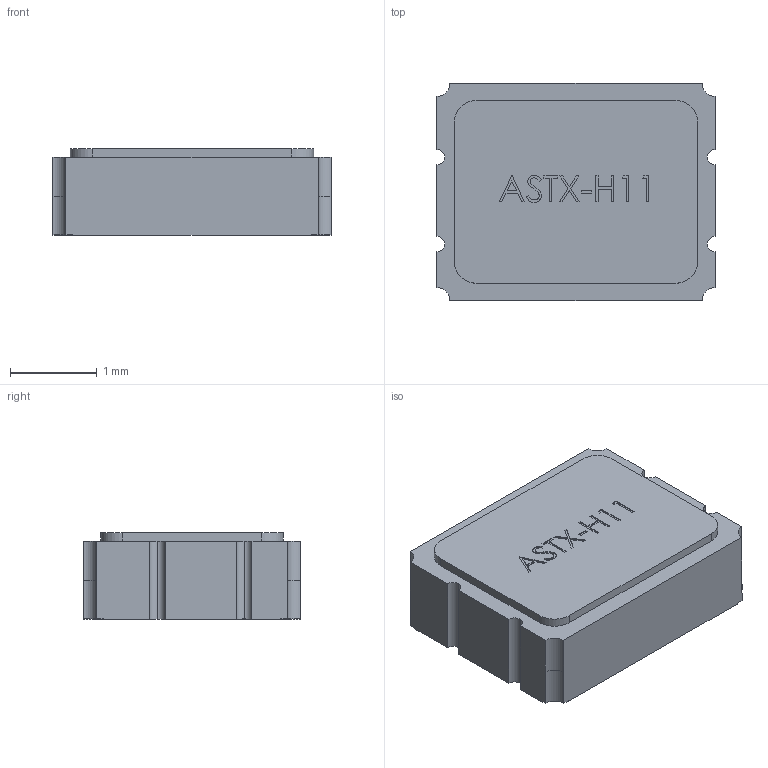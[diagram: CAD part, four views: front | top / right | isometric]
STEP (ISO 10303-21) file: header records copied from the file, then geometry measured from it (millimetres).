
FILE_DESCRIPTION (( 'STEP AP214' ), '1' );
FILE_NAME ('ASTX-H11.STEP', '2015-02-12T07:35:30', ( 'sathurthi' ), ( '' ), 'SwSTEP 2.0', 'SolidWorks 2012', '' );
FILE_SCHEMA (( 'AUTOMOTIVE_DESIGN' ));
Length unit declared in the file: millimetre
Products named in the file (1): ASTX-H11
Bounding box: 3.2 x 2.5 x 1 mm (x, y, z)
Volume: 7.6 mm3; surface area: 27.3 mm2
Topology: 1 solids, 1 shells, 147 faces, 405 edges, 270 vertices
Faces by surface type: plane 106, cylinder 26, bspline 15
Entity records: 6905 total; most frequent: CARTESIAN_POINT 1566, ORIENTED_EDGE 810, DIRECTION 689, EDGE_CURVE 405, LINE 327, VECTOR 327, VERTEX_POINT 270, AXIS2_PLACEMENT_3D 181
